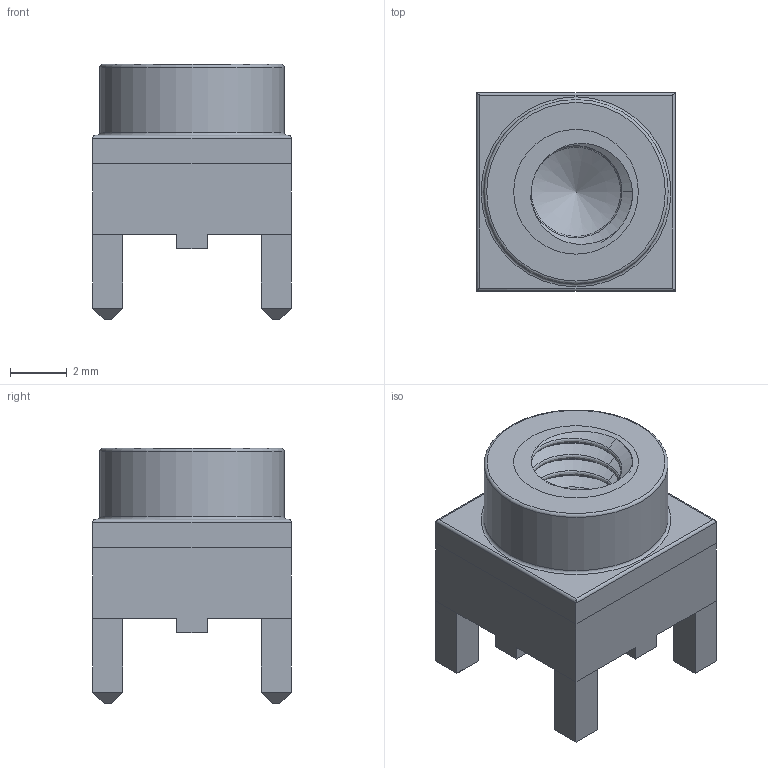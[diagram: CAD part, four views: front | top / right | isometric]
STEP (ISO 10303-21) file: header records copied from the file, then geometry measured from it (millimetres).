
FILE_DESCRIPTION(('FreeCAD Model'),'2;1');
FILE_NAME('Wuerth_REDCUBE-THR_WP-THRBU_74650174_THR.step','2020-08-03T12:52:36',('kicad StepUp'),('ksu MCAD'), 'Open CASCADE STEP processor 7.4','FreeCAD','Unknown');
FILE_SCHEMA(('AUTOMOTIVE_DESIGN { 1 0 10303 214 1 1 1 1 }'));
Length unit declared in the file: millimetre
Products named in the file (1): Wuerth_REDCUBE-THR_WP-THRBU_74650174_THR
Bounding box: 7 x 7 x 9 mm (x, y, z)
Volume: 218.2 mm3; surface area: 388.1 mm2
Topology: 1 solids, 1 shells, 114 faces, 263 edges, 153 vertices
Faces by surface type: plane 78, bspline 27, cylinder 6, torus 2, cone 1
Full cylindrical faces by diameter (mm): 3.3 x1, 6.5 x1
Entity records: 4424 total; most frequent: CARTESIAN_POINT 2072, ORIENTED_EDGE 524, DIRECTION 393, EDGE_CURVE 262, LINE 187, VECTOR 187, VERTEX_POINT 153, FACE_BOUND 117
